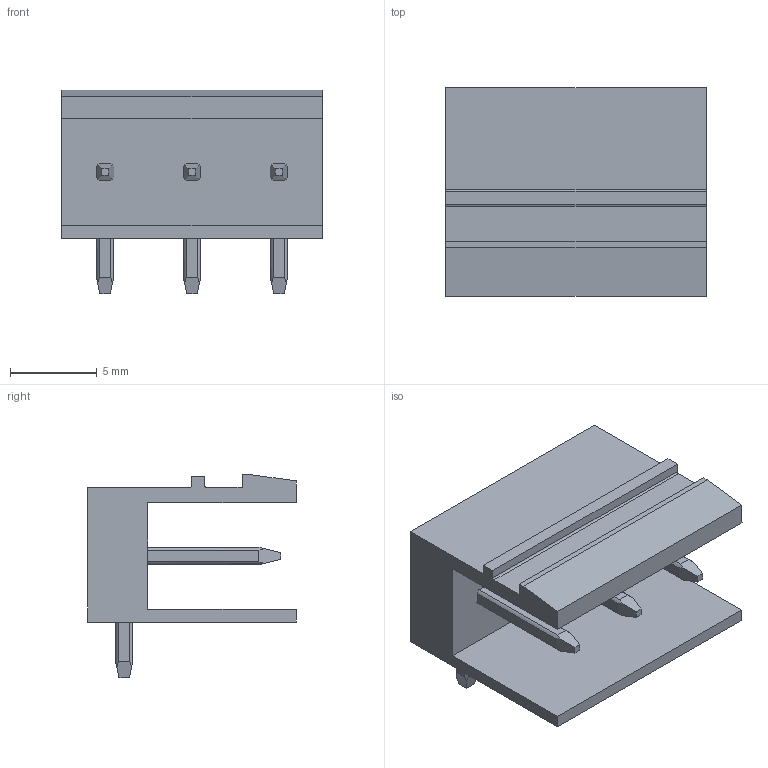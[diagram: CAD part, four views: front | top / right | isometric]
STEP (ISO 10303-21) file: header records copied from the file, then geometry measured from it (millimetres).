
FILE_DESCRIPTION(('CATIA V5 STEP Exchange','CAx-IF Rec.Pracs.--- Model Styling and Organization---1.4--- 2014-01-23'),'2;1');
FILE_NAME ('D1487411_0_1924410000_1924410000.stp','2021-05-17T10:50:07+00:00',('none'),('Weidmueller'),'CATIA Version 5-6 Release 2016 SP3 HF44','CATIA V5 STEP AP214','none');
FILE_SCHEMA(('AUTOMOTIVE_DESIGN { 1 0 10303 214 1 1 1 1 }'));
Length unit declared in the file: millimetre
Products named in the file (1): 1924410000
Bounding box: 15 x 12 x 11.7 mm (x, y, z)
Volume: 671.5 mm3; surface area: 1190.2 mm2
Topology: 4 solids, 4 shells, 133 faces, 351 edges, 226 vertices
Faces by surface type: plane 83, cylinder 50
Entity records: 4174 total; most frequent: CARTESIAN_POINT 936, ORIENTED_EDGE 702, DIRECTION 503, EDGE_CURVE 351, VECTOR 251, LINE 251, VERTEX_POINT 226, AXIS2_PLACEMENT_3D 141
